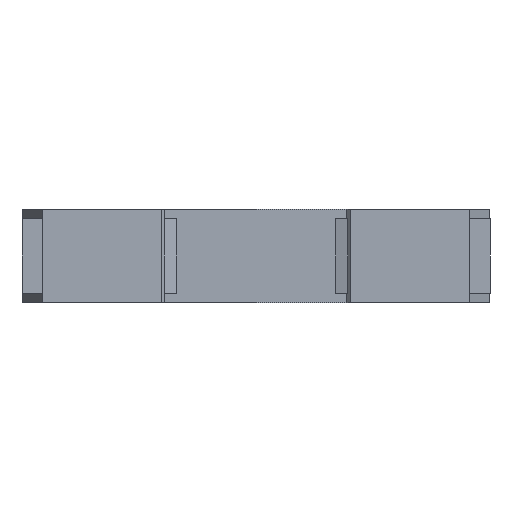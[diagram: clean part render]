
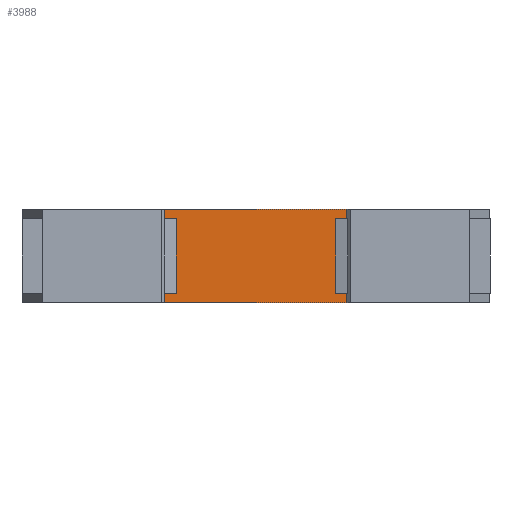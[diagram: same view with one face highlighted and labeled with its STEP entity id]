
A CAD part, front view. The second image highlights one B-rep face of the part: STEP entity #3988.
In plain terms, the highlighted planar face has unit normal (0, -1, 0).
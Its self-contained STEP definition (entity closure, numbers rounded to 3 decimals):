
#37 = EDGE_LOOP ( 'NONE', ( #4123, #4140, #4148, #4179 ) ) ;
#216 = DIRECTION ( 'NONE',  ( 1., 0., 0. ) ) ;
#316 = CARTESIAN_POINT ( 'NONE',  ( 0., -61., 0. ) ) ;
#583 = CARTESIAN_POINT ( 'NONE',  ( 27.5, -61., 0. ) ) ;
#596 = AXIS2_PLACEMENT_3D ( 'NONE', #3397, #3371, #3339 ) ;
#650 = EDGE_CURVE ( 'NONE', #2772, #4978, #2181, .T. ) ;
#1307 = LINE ( 'NONE', #316, #5437 ) ;
#2090 = CARTESIAN_POINT ( 'NONE',  ( 27.5, -61., 17.9 ) ) ;
#2181 = LINE ( 'NONE', #5201, #5304 ) ;
#2772 = VERTEX_POINT ( 'NONE', #4720 ) ;
#2777 = CARTESIAN_POINT ( 'NONE',  ( 62.5, -61., 17.9 ) ) ;
#3157 = VECTOR ( 'NONE', #5367, 1000. ) ;
#3339 = DIRECTION ( 'NONE',  ( 0., 0., -1. ) ) ;
#3371 = DIRECTION ( 'NONE',  ( 0., -1., 0. ) ) ;
#3397 = CARTESIAN_POINT ( 'NONE',  ( 0., -61., 0. ) ) ;
#3430 = VERTEX_POINT ( 'NONE', #2090 ) ;
#3585 = LINE ( 'NONE', #3665, #5213 ) ;
#3665 = CARTESIAN_POINT ( 'NONE',  ( 0., -61., 17.9 ) ) ;
#3702 = DIRECTION ( 'NONE',  ( 1., 0., 0. ) ) ;
#3786 = PLANE ( 'NONE',  #596 ) ;
#3988 = ADVANCED_FACE ( 'NONE', ( #4729 ), #3786, .T. ) ;
#4123 = ORIENTED_EDGE ( 'NONE', *, *, #4918, .F. ) ;
#4140 = ORIENTED_EDGE ( 'NONE', *, *, #4795, .F. ) ;
#4148 = ORIENTED_EDGE ( 'NONE', *, *, #5132, .T. ) ;
#4179 = ORIENTED_EDGE ( 'NONE', *, *, #650, .T. ) ;
#4222 = LINE ( 'NONE', #583, #3157 ) ;
#4661 = CARTESIAN_POINT ( 'NONE',  ( 27.5, -61., 0. ) ) ;
#4691 = VERTEX_POINT ( 'NONE', #4661 ) ;
#4720 = CARTESIAN_POINT ( 'NONE',  ( 62.5, -61., 0. ) ) ;
#4729 = FACE_OUTER_BOUND ( 'NONE', #37, .T. ) ;
#4795 = EDGE_CURVE ( 'NONE', #4691, #3430, #4222, .T. ) ;
#4918 = EDGE_CURVE ( 'NONE', #3430, #4978, #3585, .T. ) ;
#4978 = VERTEX_POINT ( 'NONE', #2777 ) ;
#5031 = DIRECTION ( 'NONE',  ( 0., 0., 1. ) ) ;
#5132 = EDGE_CURVE ( 'NONE', #4691, #2772, #1307, .T. ) ;
#5201 = CARTESIAN_POINT ( 'NONE',  ( 62.5, -61., 0. ) ) ;
#5213 = VECTOR ( 'NONE', #3702, 1000. ) ;
#5304 = VECTOR ( 'NONE', #5031, 1000. ) ;
#5367 = DIRECTION ( 'NONE',  ( 0., 0., 1. ) ) ;
#5437 = VECTOR ( 'NONE', #216, 1000. ) ;
